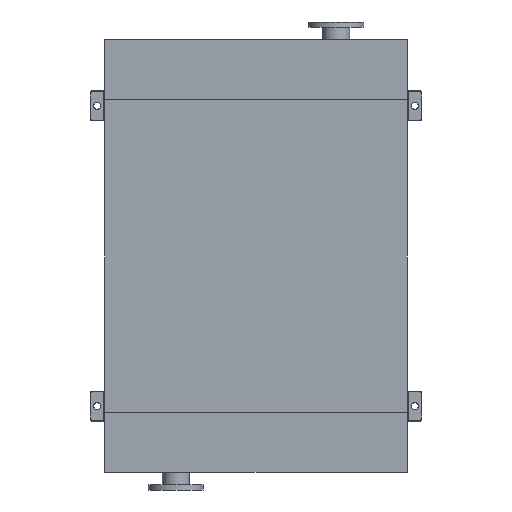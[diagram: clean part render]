
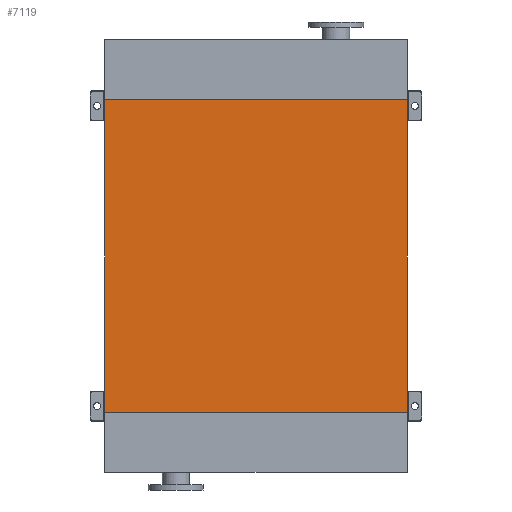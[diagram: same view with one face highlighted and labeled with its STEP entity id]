
A CAD part, front view. The second image highlights one B-rep face of the part: STEP entity #7119.
In plain terms, the highlighted planar face has unit normal (0, -1, 0).
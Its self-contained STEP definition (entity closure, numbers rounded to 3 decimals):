
#675 = LINE ( 'NONE', #13279, #7749 ) ;
#691 = LINE ( 'NONE', #3523, #7765 ) ;
#697 = CARTESIAN_POINT ( 'NONE',  ( -605., 0., 0. ) ) ;
#2538 = EDGE_CURVE ( 'NONE', #13117, #12509, #691, .T. ) ;
#2851 = EDGE_CURVE ( 'NONE', #14828, #12936, #12188, .T. ) ;
#2878 = EDGE_CURVE ( 'NONE', #12509, #12936, #675, .T. ) ;
#2881 = EDGE_CURVE ( 'NONE', #13117, #14828, #11337, .T. ) ;
#3064 = EDGE_LOOP ( 'NONE', ( #14519, #11134, #3908, #3460 ) ) ;
#3364 = DIRECTION ( 'NONE',  ( 0., 0., -1. ) ) ;
#3380 = DIRECTION ( 'NONE',  ( 0., 0., 1. ) ) ;
#3460 = ORIENTED_EDGE ( 'NONE', *, *, #2851, .T. ) ;
#3523 = CARTESIAN_POINT ( 'NONE',  ( -605., 0., -1250. ) ) ;
#3618 = PLANE ( 'NONE',  #6310 ) ;
#3908 = ORIENTED_EDGE ( 'NONE', *, *, #2881, .T. ) ;
#4035 = CARTESIAN_POINT ( 'NONE',  ( -605., 0., -1250. ) ) ;
#5000 = DIRECTION ( 'NONE',  ( 0., -1., 0. ) ) ;
#6310 = AXIS2_PLACEMENT_3D ( 'NONE', #4035, #5000, #3364 ) ;
#7119 = ADVANCED_FACE ( 'NONE', ( #12518 ), #3618, .T. ) ;
#7749 = VECTOR ( 'NONE', #13300, 1000. ) ;
#7765 = VECTOR ( 'NONE', #3380, 1000. ) ;
#8170 = VECTOR ( 'NONE', #13415, 1000. ) ;
#11134 = ORIENTED_EDGE ( 'NONE', *, *, #2538, .F. ) ;
#11334 = CARTESIAN_POINT ( 'NONE',  ( 605., 0., -1250. ) ) ;
#11337 = LINE ( 'NONE', #13293, #14343 ) ;
#11947 = CARTESIAN_POINT ( 'NONE',  ( -605., 0., -1250. ) ) ;
#12188 = LINE ( 'NONE', #13355, #8170 ) ;
#12509 = VERTEX_POINT ( 'NONE', #697 ) ;
#12518 = FACE_OUTER_BOUND ( 'NONE', #3064, .T. ) ;
#12936 = VERTEX_POINT ( 'NONE', #14901 ) ;
#13117 = VERTEX_POINT ( 'NONE', #11947 ) ;
#13217 = DIRECTION ( 'NONE',  ( 1., 0., 0. ) ) ;
#13279 = CARTESIAN_POINT ( 'NONE',  ( -605., 0., 0. ) ) ;
#13293 = CARTESIAN_POINT ( 'NONE',  ( -605., 0., -1250. ) ) ;
#13300 = DIRECTION ( 'NONE',  ( 1., 0., 0. ) ) ;
#13355 = CARTESIAN_POINT ( 'NONE',  ( 605., 0., -1250. ) ) ;
#13415 = DIRECTION ( 'NONE',  ( 0., 0., 1. ) ) ;
#14343 = VECTOR ( 'NONE', #13217, 1000. ) ;
#14519 = ORIENTED_EDGE ( 'NONE', *, *, #2878, .F. ) ;
#14828 = VERTEX_POINT ( 'NONE', #11334 ) ;
#14901 = CARTESIAN_POINT ( 'NONE',  ( 605., 0., 0. ) ) ;
